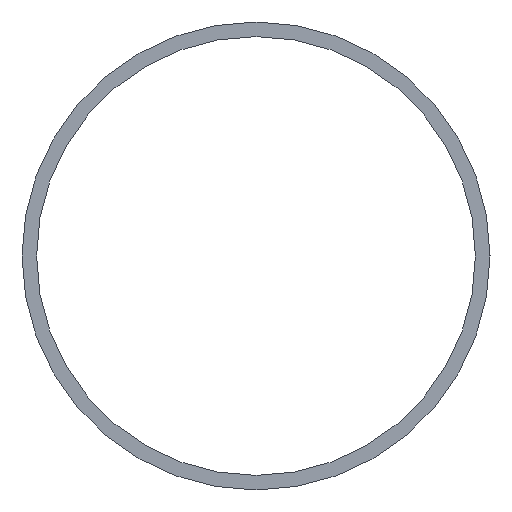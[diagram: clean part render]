
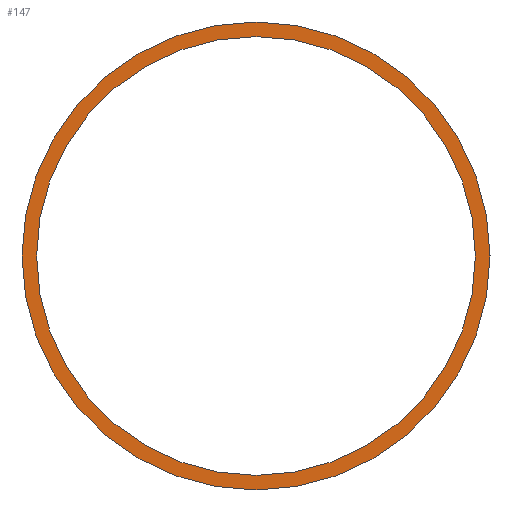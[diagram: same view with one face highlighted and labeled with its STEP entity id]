
A CAD part, left-side view. The second image highlights one B-rep face of the part: STEP entity #147.
In plain terms, the highlighted planar face has unit normal (-1, 0, 0).
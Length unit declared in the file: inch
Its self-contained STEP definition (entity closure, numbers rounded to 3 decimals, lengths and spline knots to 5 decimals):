
#1 = FACE_OUTER_BOUND ( 'NONE', #80, .T. ) ;
#2 = CIRCLE ( 'NONE', #114, 1. ) ;
#3 = DIRECTION ( 'NONE',  ( 1., 0., 0. ) ) ;
#4 = CARTESIAN_POINT ( 'NONE',  ( -23.5, 0., 0. ) ) ;
#7 = AXIS2_PLACEMENT_3D ( 'NONE', #4, #55, #18 ) ;
#11 = CARTESIAN_POINT ( 'NONE',  ( -23.5, 0., 1. ) ) ;
#13 = EDGE_CURVE ( 'NONE', #63, #61, #83, .T. ) ;
#17 = AXIS2_PLACEMENT_3D ( 'NONE', #118, #218, #205 ) ;
#18 = DIRECTION ( 'NONE',  ( 0., 0., -1. ) ) ;
#19 = DIRECTION ( 'NONE',  ( 0., 0., -1. ) ) ;
#24 = CIRCLE ( 'NONE', #17, 0.9375 ) ;
#27 = ORIENTED_EDGE ( 'NONE', *, *, #44, .T. ) ;
#44 = EDGE_CURVE ( 'NONE', #153, #113, #24, .T. ) ;
#55 = DIRECTION ( 'NONE',  ( 1., 0., 0. ) ) ;
#58 = AXIS2_PLACEMENT_3D ( 'NONE', #108, #3, #19 ) ;
#61 = VERTEX_POINT ( 'NONE', #11 ) ;
#63 = VERTEX_POINT ( 'NONE', #64 ) ;
#64 = CARTESIAN_POINT ( 'NONE',  ( -23.5, 0., -1. ) ) ;
#67 = DIRECTION ( 'NONE',  ( 0., 0., -1. ) ) ;
#69 = DIRECTION ( 'NONE',  ( 0., 0., -1. ) ) ;
#74 = CARTESIAN_POINT ( 'NONE',  ( -23.5, 0., -0.9375 ) ) ;
#77 = EDGE_CURVE ( 'NONE', #61, #63, #2, .T. ) ;
#80 = EDGE_LOOP ( 'NONE', ( #84, #222 ) ) ;
#83 = CIRCLE ( 'NONE', #103, 1. ) ;
#84 = ORIENTED_EDGE ( 'NONE', *, *, #77, .F. ) ;
#88 = CARTESIAN_POINT ( 'NONE',  ( -23.5, 0., 0. ) ) ;
#94 = FACE_BOUND ( 'NONE', #115, .T. ) ;
#101 = DIRECTION ( 'NONE',  ( 1., 0., 0. ) ) ;
#103 = AXIS2_PLACEMENT_3D ( 'NONE', #185, #101, #67 ) ;
#108 = CARTESIAN_POINT ( 'NONE',  ( -23.5, 0., 0. ) ) ;
#113 = VERTEX_POINT ( 'NONE', #188 ) ;
#114 = AXIS2_PLACEMENT_3D ( 'NONE', #88, #219, #69 ) ;
#115 = EDGE_LOOP ( 'NONE', ( #133, #27 ) ) ;
#118 = CARTESIAN_POINT ( 'NONE',  ( -23.5, 0., 0. ) ) ;
#133 = ORIENTED_EDGE ( 'NONE', *, *, #207, .T. ) ;
#145 = CIRCLE ( 'NONE', #7, 0.9375 ) ;
#147 = ADVANCED_FACE ( 'NONE', ( #1, #94 ), #175, .F. ) ;
#153 = VERTEX_POINT ( 'NONE', #74 ) ;
#175 = PLANE ( 'NONE',  #58 ) ;
#185 = CARTESIAN_POINT ( 'NONE',  ( -23.5, 0., 0. ) ) ;
#188 = CARTESIAN_POINT ( 'NONE',  ( -23.5, 0., 0.9375 ) ) ;
#205 = DIRECTION ( 'NONE',  ( 0., 0., -1. ) ) ;
#207 = EDGE_CURVE ( 'NONE', #113, #153, #145, .T. ) ;
#218 = DIRECTION ( 'NONE',  ( 1., 0., 0. ) ) ;
#219 = DIRECTION ( 'NONE',  ( 1., 0., 0. ) ) ;
#222 = ORIENTED_EDGE ( 'NONE', *, *, #13, .F. ) ;
